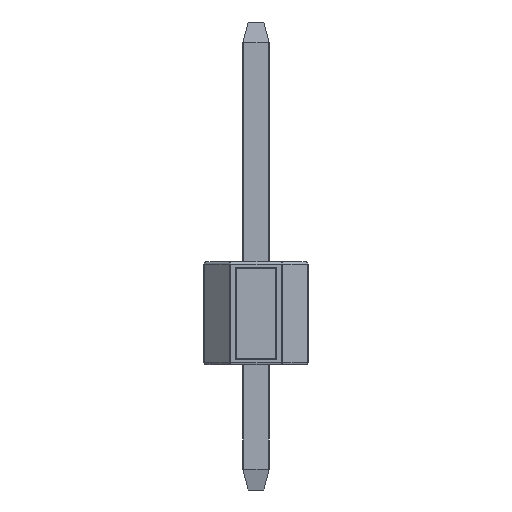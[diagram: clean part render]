
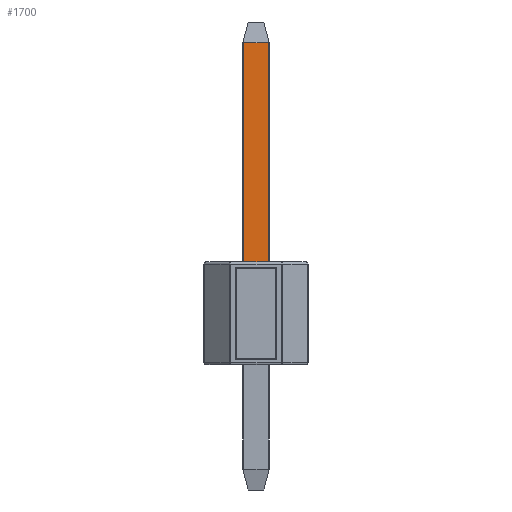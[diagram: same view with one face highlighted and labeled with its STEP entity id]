
A CAD part, left-side view. The second image highlights one B-rep face of the part: STEP entity #1700.
In plain terms, the highlighted planar face has unit normal (-1, 0, 0).
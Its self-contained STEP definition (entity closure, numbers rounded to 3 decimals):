
#351=FACE_OUTER_BOUND('',#445,.T.);
#445=EDGE_LOOP('',(#1390,#1391,#1392,#1393));
#554=LINE('',#2801,#694);
#577=LINE('',#2849,#717);
#578=LINE('',#2851,#718);
#579=LINE('',#2852,#719);
#694=VECTOR('',#2295,10.);
#717=VECTOR('',#2346,10.);
#718=VECTOR('',#2347,10.);
#719=VECTOR('',#2348,10.);
#758=VERTEX_POINT('',#2542);
#761=VERTEX_POINT('',#2549);
#840=VERTEX_POINT('',#2848);
#841=VERTEX_POINT('',#2850);
#1010=EDGE_CURVE('',#761,#758,#554,.T.);
#1033=EDGE_CURVE('',#840,#758,#577,.T.);
#1034=EDGE_CURVE('',#841,#840,#578,.T.);
#1035=EDGE_CURVE('',#761,#841,#579,.T.);
#1390=ORIENTED_EDGE('',*,*,#1010,.T.);
#1391=ORIENTED_EDGE('',*,*,#1033,.F.);
#1392=ORIENTED_EDGE('',*,*,#1034,.F.);
#1393=ORIENTED_EDGE('',*,*,#1035,.F.);
#1523=PLANE('',#1900);
#1700=ADVANCED_FACE('',(#351),#1523,.T.);
#1900=AXIS2_PLACEMENT_3D('',#2847,#2344,#2345);
#2295=DIRECTION('',(0.,-1.,0.));
#2344=DIRECTION('center_axis',(-1.,0.,0.));
#2345=DIRECTION('ref_axis',(0.,0.,1.));
#2346=DIRECTION('',(0.,0.,-1.));
#2347=DIRECTION('',(0.,-1.,0.));
#2348=DIRECTION('',(0.,0.,1.));
#2542=CARTESIAN_POINT('',(-0.32,-0.297,2.5));
#2549=CARTESIAN_POINT('',(-0.32,0.292,2.5));
#2801=CARTESIAN_POINT('',(-0.32,-0.003,2.5));
#2847=CARTESIAN_POINT('Origin',(-0.32,-0.003,2.645));
#2848=CARTESIAN_POINT('',(-0.32,-0.297,7.832));
#2849=CARTESIAN_POINT('',(-0.32,-0.297,5.493));
#2850=CARTESIAN_POINT('',(-0.32,0.292,7.832));
#2851=CARTESIAN_POINT('',(-0.32,0.158,7.832));
#2852=CARTESIAN_POINT('',(-0.32,0.292,-0.202));
